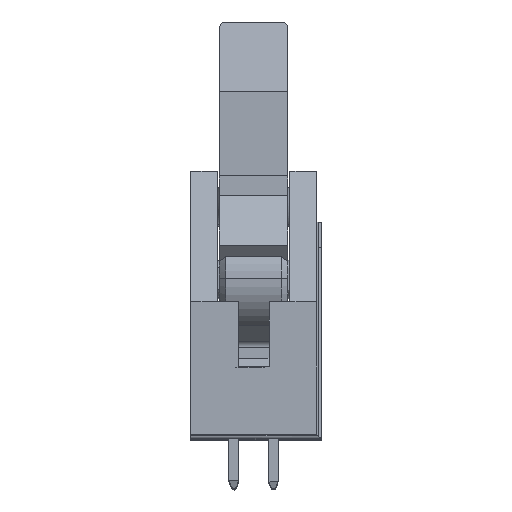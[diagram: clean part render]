
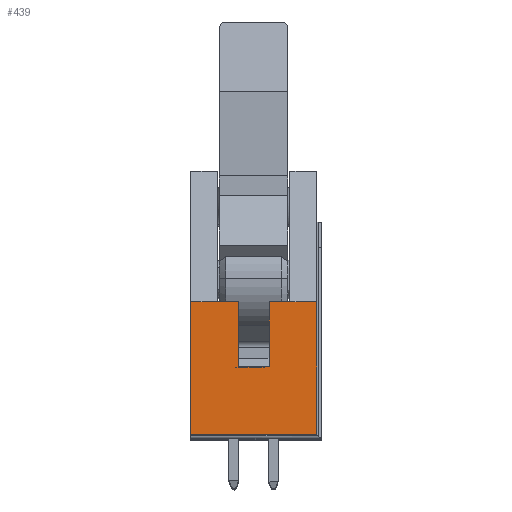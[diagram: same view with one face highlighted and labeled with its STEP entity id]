
A CAD part, top view. The second image highlights one B-rep face of the part: STEP entity #439.
In plain terms, the highlighted planar face has unit normal (0, 0, 1).
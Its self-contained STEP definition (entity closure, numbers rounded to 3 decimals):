
#439=ADVANCED_FACE('32',(#2359),#2360,.T.);
#2359=FACE_OUTER_BOUND('',#6177,.T.);
#2360=PLANE('',#6178);
#6177=EDGE_LOOP('',(#10509,#10510,#10511,#10512,#10513,#10514,#10515,#10516,#10517,#10518));
#6178=AXIS2_PLACEMENT_3D('',#10519,#10520,#10521);
#10509=ORIENTED_EDGE('',*,*,#25624,.F.);
#10510=ORIENTED_EDGE('',*,*,#25621,.F.);
#10511=ORIENTED_EDGE('',*,*,#25494,.T.);
#10512=ORIENTED_EDGE('',*,*,#25625,.T.);
#10513=ORIENTED_EDGE('',*,*,#25626,.T.);
#10514=ORIENTED_EDGE('',*,*,#25622,.F.);
#10515=ORIENTED_EDGE('',*,*,#25627,.F.);
#10516=ORIENTED_EDGE('',*,*,#25628,.T.);
#10517=ORIENTED_EDGE('',*,*,#25629,.F.);
#10518=ORIENTED_EDGE('',*,*,#25630,.F.);
#10519=CARTESIAN_POINT('',(-12.253,6.855,-18.501));
#10520=DIRECTION('',(0.0,0.0,1.0));
#10521=DIRECTION('',(1.0,0.0,0.0));
#25494=EDGE_CURVE('120',#30530,#30531,#30532,.T.);
#25621=EDGE_CURVE('358',#30530,#30483,#30759,.T.);
#25622=EDGE_CURVE('359',#30695,#30760,#30761,.T.);
#25624=EDGE_CURVE('526',#30483,#30763,#30764,.T.);
#25625=EDGE_CURVE('34',#30531,#30765,#30766,.T.);
#25626=EDGE_CURVE('121',#30765,#30760,#30767,.T.);
#25627=EDGE_CURVE('527',#30768,#30695,#30769,.T.);
#25628=EDGE_CURVE('476',#30768,#30770,#30771,.T.);
#25629=EDGE_CURVE('475',#30772,#30770,#30773,.T.);
#25630=EDGE_CURVE('474',#30763,#30772,#30774,.T.);
#30483=VERTEX_POINT('',#38710);
#30530=VERTEX_POINT('',#38777);
#30531=VERTEX_POINT('',#38778);
#30532=LINE('',#38779,#38780);
#30695=VERTEX_POINT('',#39010);
#30759=LINE('',#39112,#39113);
#30760=VERTEX_POINT('',#39114);
#30761=LINE('',#39115,#39116);
#30763=VERTEX_POINT('',#39119);
#30764=LINE('',#39120,#39121);
#30765=VERTEX_POINT('',#39122);
#30766=LINE('',#39123,#39124);
#30767=LINE('',#39125,#39126);
#30768=VERTEX_POINT('',#39127);
#30769=LINE('',#39128,#39129);
#30770=VERTEX_POINT('',#39130);
#30771=LINE('',#39131,#39132);
#30772=VERTEX_POINT('',#39133);
#30773=LINE('',#39134,#39135);
#30774=LINE('',#39136,#39137);
#38710=CARTESIAN_POINT('',(-14.578,8.095,-18.501));
#38777=CARTESIAN_POINT('',(-16.303,8.095,-18.501));
#38778=CARTESIAN_POINT('',(-16.303,-0.405,-18.501));
#38779=CARTESIAN_POINT('',(-16.303,8.095,-18.501));
#38780=VECTOR('',#53293,8.5);
#39010=CARTESIAN_POINT('',(-9.928,8.095,-18.501));
#39112=CARTESIAN_POINT('',(-16.303,8.095,-18.501));
#39113=VECTOR('',#53462,1.725);
#39114=CARTESIAN_POINT('',(-8.203,8.095,-18.501));
#39115=CARTESIAN_POINT('',(-9.928,8.095,-18.501));
#39116=VECTOR('',#53463,1.725);
#39119=CARTESIAN_POINT('',(-13.253,8.095,-18.501));
#39120=CARTESIAN_POINT('',(-14.578,8.095,-18.501));
#39121=VECTOR('',#53465,1.325);
#39122=CARTESIAN_POINT('',(-8.203,-0.405,-18.501));
#39123=CARTESIAN_POINT('',(-16.303,-0.405,-18.501));
#39124=VECTOR('',#53466,8.1);
#39125=CARTESIAN_POINT('',(-8.203,-0.405,-18.501));
#39126=VECTOR('',#53467,8.5);
#39127=CARTESIAN_POINT('',(-11.253,8.095,-18.501));
#39128=CARTESIAN_POINT('',(-11.253,8.095,-18.501));
#39129=VECTOR('',#53468,1.325);
#39130=CARTESIAN_POINT('',(-11.253,3.955,-18.501));
#39131=CARTESIAN_POINT('',(-11.253,8.095,-18.501));
#39132=VECTOR('',#53469,4.14);
#39133=CARTESIAN_POINT('',(-13.253,3.955,-18.501));
#39134=CARTESIAN_POINT('',(-13.253,3.955,-18.501));
#39135=VECTOR('',#53470,2.0);
#39136=CARTESIAN_POINT('',(-13.253,8.095,-18.501));
#39137=VECTOR('',#53471,4.14);
#53293=DIRECTION('',(0.0,-1.0,0.0));
#53462=DIRECTION('',(1.0,0.0,0.0));
#53463=DIRECTION('',(1.0,0.0,0.0));
#53465=DIRECTION('',(1.0,0.0,0.0));
#53466=DIRECTION('',(1.0,0.0,0.0));
#53467=DIRECTION('',(0.0,1.0,0.0));
#53468=DIRECTION('',(1.0,0.0,0.));
#53469=DIRECTION('',(0.0,-1.0,0.0));
#53470=DIRECTION('',(1.0,0.0,0.0));
#53471=DIRECTION('',(0.0,-1.0,0.0));
